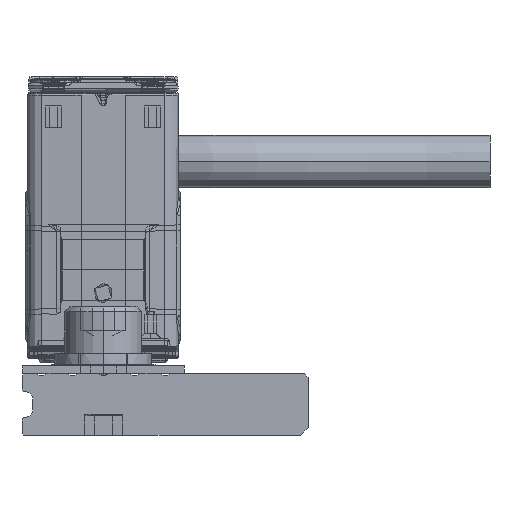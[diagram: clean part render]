
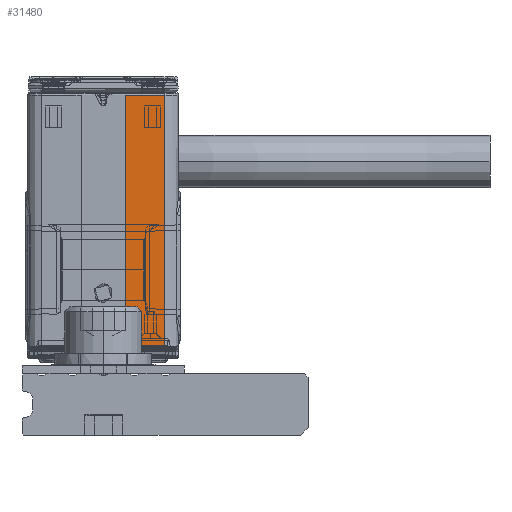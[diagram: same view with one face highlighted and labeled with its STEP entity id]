
A CAD part, left-side view. The second image highlights one B-rep face of the part: STEP entity #31480.
In plain terms, the highlighted face is planar.
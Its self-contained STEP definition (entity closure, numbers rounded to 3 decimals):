
#31460=AXIS2_PLACEMENT_3D('Plane Axis2P3D',#31457,#31458,#31459) ;
#11501=CARTESIAN_POINT('Line Origine',(-220.554,34.481,-16.627)) ;
#11505=CARTESIAN_POINT('Vertex',(-220.554,34.481,0.084)) ;
#11507=CARTESIAN_POINT('Vertex',(-220.554,34.481,-32.418)) ;
#30845=CARTESIAN_POINT('Line Origine',(-220.484,30.466,0.084)) ;
#30849=CARTESIAN_POINT('Vertex',(-220.465,29.364,0.084)) ;
#31457=CARTESIAN_POINT('Axis2P3D Location',(-220.415,26.5,-34.492)) ;
#31462=CARTESIAN_POINT('Line Origine',(-220.465,29.364,-16.167)) ;
#31466=CARTESIAN_POINT('Vertex',(-220.465,29.364,-32.418)) ;
#31469=CARTESIAN_POINT('Line Origine',(-220.509,31.923,-32.418)) ;
#11502=DIRECTION('Vector Direction',(0.,0.,-1.)) ;
#30846=DIRECTION('Vector Direction',(0.017,-1.,0.)) ;
#31458=DIRECTION('Axis2P3D Direction',(-1.,-0.017,-0.)) ;
#31459=DIRECTION('Axis2P3D XDirection',(0.,0.,-1.)) ;
#31463=DIRECTION('Vector Direction',(0.,0.,-1.)) ;
#31470=DIRECTION('Vector Direction',(0.017,-1.,0.)) ;
#11503=VECTOR('Line Direction',#11502,1.) ;
#30847=VECTOR('Line Direction',#30846,1.) ;
#31464=VECTOR('Line Direction',#31463,1.) ;
#31471=VECTOR('Line Direction',#31470,1.) ;
#31475=ORIENTED_EDGE('',*,*,#31468,.T.) ;
#31476=ORIENTED_EDGE('',*,*,#31473,.F.) ;
#31477=ORIENTED_EDGE('',*,*,#11509,.F.) ;
#31478=ORIENTED_EDGE('',*,*,#30851,.F.) ;
#31480=ADVANCED_FACE('Brep With Voids',(#31479),#31461,.F.) ;
#11509=EDGE_CURVE('',#11506,#11508,#11504,.T.) ;
#30851=EDGE_CURVE('',#30850,#11506,#30848,.F.) ;
#31468=EDGE_CURVE('',#30850,#31467,#31465,.T.) ;
#31473=EDGE_CURVE('',#11508,#31467,#31472,.T.) ;
#31474=EDGE_LOOP('',(#31475,#31476,#31477,#31478)) ;
#31479=FACE_OUTER_BOUND('',#31474,.T.) ;
#11504=LINE('Line',#11501,#11503) ;
#30848=LINE('Line',#30845,#30847) ;
#31465=LINE('Line',#31462,#31464) ;
#31472=LINE('Line',#31469,#31471) ;
#31461=PLANE('',#31460) ;
#11506=VERTEX_POINT('',#11505) ;
#11508=VERTEX_POINT('',#11507) ;
#30850=VERTEX_POINT('',#30849) ;
#31467=VERTEX_POINT('',#31466) ;
